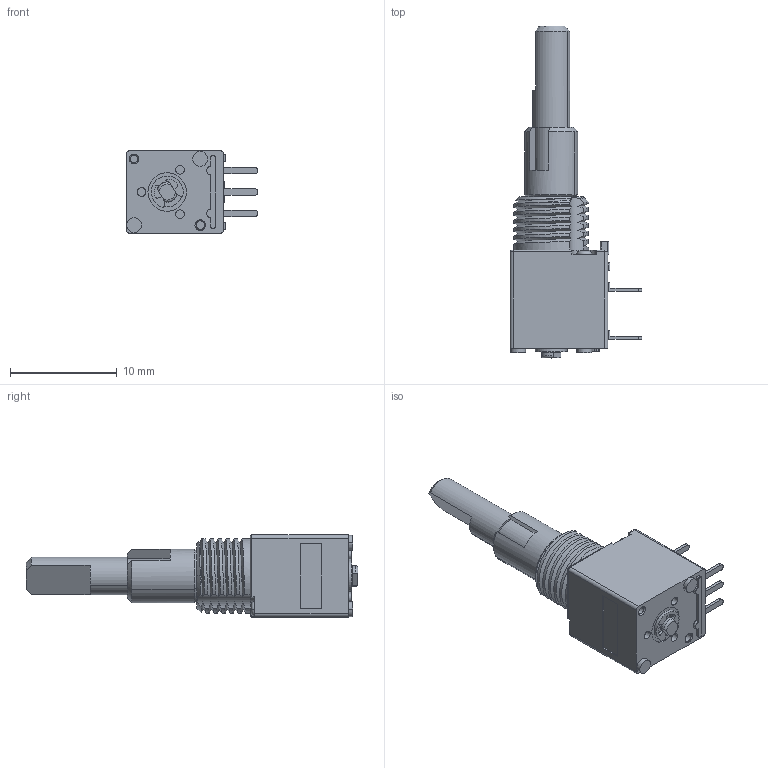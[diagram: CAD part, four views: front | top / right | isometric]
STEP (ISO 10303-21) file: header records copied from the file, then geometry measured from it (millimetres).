
FILE_DESCRIPTION((''),'2;1');
FILE_NAME('F082275_SW00010','2016-03-11T',('eng05'),(''),'PRO/ENGINEER BY PARAMETRIC TECHNOLOGY CORPORATION, 2012480','PRO/ENGINEER BY PARAMETRIC TECHNOLOGY CORPORATION, 2012480','');
FILE_SCHEMA(('CONFIG_CONTROL_DESIGN'));
Length unit declared in the file: inch
Products named in the file (1): F082275_SW00010
Bounding box: 12.35 x 31.1 x 7.7 mm (x, y, z)
Volume: 903.7 mm3; surface area: 1353.7 mm2
Topology: 1 solids, 16 shells, 504 faces, 1257 edges, 810 vertices
Faces by surface type: plane 242, cylinder 199, bspline 32, cone 24, torus 7
Entity records: 17803 total; most frequent: CARTESIAN_POINT 5592, DIRECTION 2554, ORIENTED_EDGE 2502, EDGE_CURVE 1251, AXIS2_PLACEMENT_3D 945, VERTEX_POINT 810, VECTOR 664, LINE 664
